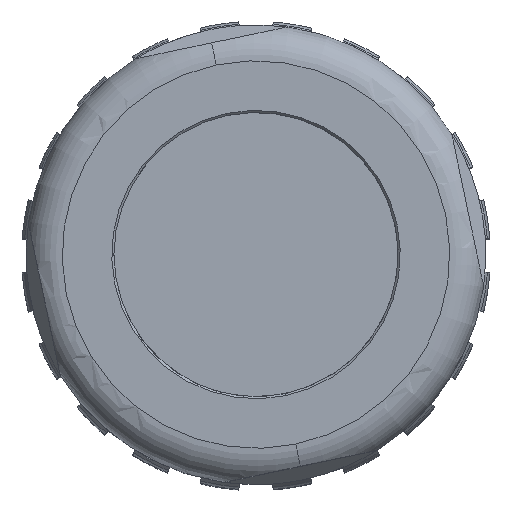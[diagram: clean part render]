
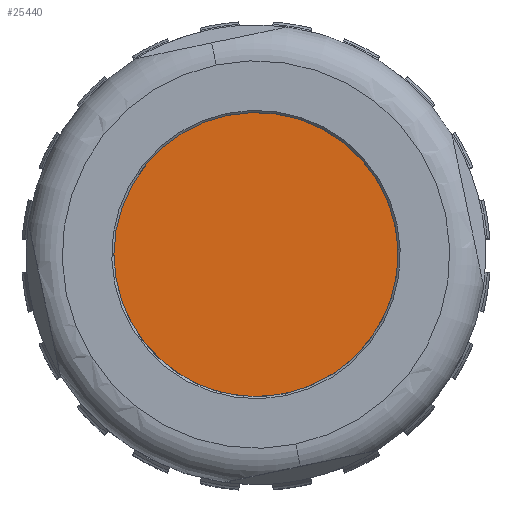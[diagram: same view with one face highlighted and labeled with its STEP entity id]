
A CAD part, top view. The second image highlights one B-rep face of the part: STEP entity #25440.
In plain terms, the highlighted planar face has unit normal (0, 0, 1).
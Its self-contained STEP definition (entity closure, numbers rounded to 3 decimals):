
#6653=CARTESIAN_POINT('',(0.,0.,8.9));
#6654=DIRECTION('',(0.,0.,1.));
#6655=DIRECTION('',(-1.,0.,0.));
#6656=AXIS2_PLACEMENT_3D('',#6653,#6654,#6655);
#6658=CARTESIAN_POINT('',(0.,0.,8.9));
#6659=DIRECTION('',(0.,0.,1.));
#6660=DIRECTION('',(-0.205,0.979,0.));
#6661=AXIS2_PLACEMENT_3D('',#6658,#6659,#6660);
#17458=CARTESIAN_POINT('',(-7.882,0.,
8.9));
#17459=CARTESIAN_POINT('',(-1.617,7.715,8.9));
#17460=VERTEX_POINT('',#17458);
#17461=VERTEX_POINT('',#17459);
#25431=CARTESIAN_POINT('',(0.,0.,8.9));
#25432=DIRECTION('',(0.,0.,1.));
#25433=DIRECTION('',(1.,0.,0.));
#25434=AXIS2_PLACEMENT_3D('',#25431,#25432,#25433);
#25435=PLANE('',#25434);
#25436=ORIENTED_EDGE('',*,*,#25409,.F.);
#25437=ORIENTED_EDGE('',*,*,#25425,.F.);
#25438=EDGE_LOOP('',(#25436,#25437));
#25439=FACE_OUTER_BOUND('',#25438,.F.);
#25440=ADVANCED_FACE('',(#25439),#25435,.T.);
#6657=CIRCLE('',#6656,7.882);
#6662=CIRCLE('',#6661,7.882);
#25409=EDGE_CURVE('',#17460,#17461,#6657,.T.);
#25425=EDGE_CURVE('',#17461,#17460,#6662,.T.);
